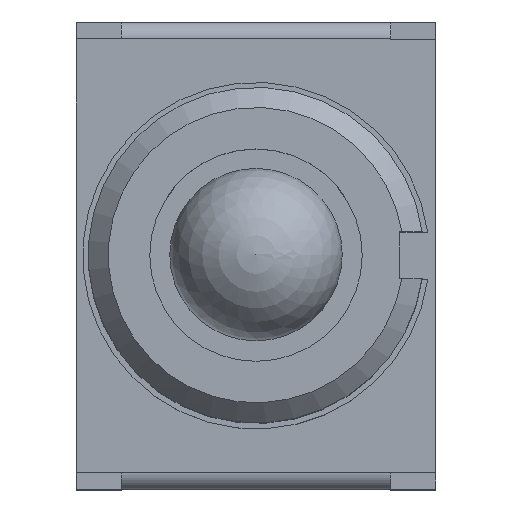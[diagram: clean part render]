
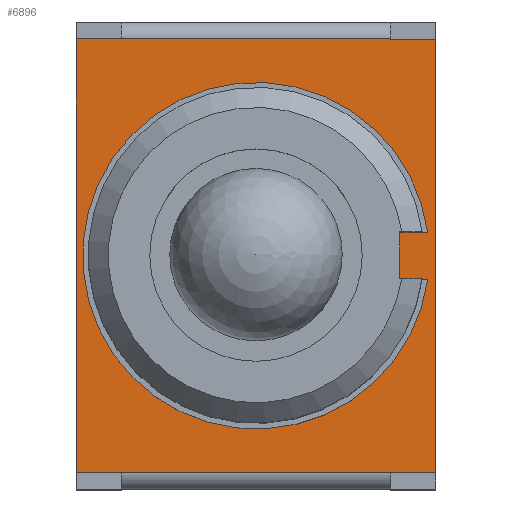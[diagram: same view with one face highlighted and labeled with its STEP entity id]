
A CAD part, top view. The second image highlights one B-rep face of the part: STEP entity #6896.
In plain terms, the highlighted planar face has unit normal (0, 0, 1).
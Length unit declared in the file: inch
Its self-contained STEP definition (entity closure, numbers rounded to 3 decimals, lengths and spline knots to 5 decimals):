
#112=FACE_BOUND('',#807,.T.);
#382=FACE_OUTER_BOUND('',#806,.T.);
#806=EDGE_LOOP('',(#5015,#5016,#5017,#5018,#5019,#5020,#5021,#5022,#5023,
#5024));
#807=EDGE_LOOP('',(#5025,#5026,#5027,#5028));
#1179=LINE('',#10203,#1898);
#1183=LINE('',#10210,#1902);
#1185=LINE('',#10213,#1904);
#1372=LINE('',#10673,#2091);
#1374=LINE('',#10678,#2093);
#1376=LINE('',#10681,#2095);
#1379=LINE('',#10688,#2098);
#1381=LINE('',#10693,#2100);
#1386=LINE('',#10703,#2105);
#1388=LINE('',#10706,#2107);
#1390=LINE('',#10712,#2109);
#1399=LINE('',#10731,#2118);
#1400=LINE('',#10734,#2119);
#1898=VECTOR('',#8040,0.3937);
#1902=VECTOR('',#8048,0.3937);
#1904=VECTOR('',#8052,0.3937);
#2091=VECTOR('',#8467,0.3937);
#2093=VECTOR('',#8471,0.3937);
#2095=VECTOR('',#8475,0.3937);
#2098=VECTOR('',#8482,0.3937);
#2100=VECTOR('',#8486,0.3937);
#2105=VECTOR('',#8493,0.3937);
#2107=VECTOR('',#8497,0.3937);
#2109=VECTOR('',#8503,0.3937);
#2118=VECTOR('',#8524,0.3937);
#2119=VECTOR('',#8529,0.3937);
#2604=CIRCLE('',#7247,0.24094);
#2875=VERTEX_POINT('',#10158);
#2876=VERTEX_POINT('',#10160);
#2886=VERTEX_POINT('',#10202);
#2887=VERTEX_POINT('',#10208);
#2928=VERTEX_POINT('',#10321);
#2931=VERTEX_POINT('',#10328);
#3043=VERTEX_POINT('',#10666);
#3046=VERTEX_POINT('',#10671);
#3048=VERTEX_POINT('',#10676);
#3050=VERTEX_POINT('',#10686);
#3052=VERTEX_POINT('',#10691);
#3053=VERTEX_POINT('',#10696);
#3056=VERTEX_POINT('',#10701);
#3058=VERTEX_POINT('',#10710);
#3504=EDGE_CURVE('',#2876,#2875,#2604,.T.);
#3524=EDGE_CURVE('',#2886,#2876,#1179,.T.);
#3528=EDGE_CURVE('',#2875,#2887,#1183,.T.);
#3530=EDGE_CURVE('',#2887,#2886,#1185,.T.);
#3759=EDGE_CURVE('',#3046,#3043,#1372,.T.);
#3761=EDGE_CURVE('',#2928,#3048,#1374,.T.);
#3763=EDGE_CURVE('',#3048,#3043,#1376,.T.);
#3767=EDGE_CURVE('',#3046,#3050,#1379,.T.);
#3769=EDGE_CURVE('',#2931,#3052,#1381,.T.);
#3774=EDGE_CURVE('',#3056,#3053,#1386,.T.);
#3776=EDGE_CURVE('',#3052,#3053,#1388,.T.);
#3779=EDGE_CURVE('',#3056,#3058,#1390,.T.);
#3789=EDGE_CURVE('',#3058,#2928,#1399,.T.);
#3791=EDGE_CURVE('',#2931,#3050,#1400,.T.);
#5015=ORIENTED_EDGE('',*,*,#3767,.T.);
#5016=ORIENTED_EDGE('',*,*,#3791,.F.);
#5017=ORIENTED_EDGE('',*,*,#3769,.T.);
#5018=ORIENTED_EDGE('',*,*,#3776,.T.);
#5019=ORIENTED_EDGE('',*,*,#3774,.F.);
#5020=ORIENTED_EDGE('',*,*,#3779,.T.);
#5021=ORIENTED_EDGE('',*,*,#3789,.T.);
#5022=ORIENTED_EDGE('',*,*,#3761,.T.);
#5023=ORIENTED_EDGE('',*,*,#3763,.T.);
#5024=ORIENTED_EDGE('',*,*,#3759,.F.);
#5025=ORIENTED_EDGE('',*,*,#3504,.T.);
#5026=ORIENTED_EDGE('',*,*,#3528,.T.);
#5027=ORIENTED_EDGE('',*,*,#3530,.T.);
#5028=ORIENTED_EDGE('',*,*,#3524,.T.);
#6635=PLANE('',#7400);
#6896=ADVANCED_FACE('',(#382,#112),#6635,.T.);
#7247=AXIS2_PLACEMENT_3D('',#10161,#7994,#7995);
#7400=AXIS2_PLACEMENT_3D('',#10733,#8527,#8528);
#7994=DIRECTION('center_axis',(0.,0.,
-1.));
#7995=DIRECTION('ref_axis',(-1.,0.,0.));
#8040=DIRECTION('',(1.,0.,0.));
#8048=DIRECTION('',(-1.,0.,0.));
#8052=DIRECTION('',(0.,-1.,0.));
#8467=DIRECTION('',(-1.,0.,0.));
#8471=DIRECTION('',(-1.,0.,0.));
#8475=DIRECTION('',(0.,-1.,0.));
#8482=DIRECTION('',(0.,-1.,0.));
#8486=DIRECTION('',(1.,0.,0.));
#8493=DIRECTION('',(1.,0.,0.));
#8497=DIRECTION('',(0.,1.,0.));
#8503=DIRECTION('',(0.,1.,0.));
#8524=DIRECTION('',(-1.,0.,0.));
#8527=DIRECTION('center_axis',(0.,0.,
1.));
#8528=DIRECTION('ref_axis',(1.,0.,0.));
#8529=DIRECTION('',(-1.,0.,0.));
#10158=CARTESIAN_POINT('',(0.23875,0.03248,0.41496));
#10160=CARTESIAN_POINT('',(0.23875,-0.03248,0.41496));
#10161=CARTESIAN_POINT('Origin',(0.,0.,
0.41496));
#10202=CARTESIAN_POINT('',(0.19989,-0.03248,0.41496));
#10203=CARTESIAN_POINT('',(0.09995,-0.03248,0.41496));
#10208=CARTESIAN_POINT('',(0.19989,0.03248,0.41496));
#10210=CARTESIAN_POINT('',(0.1155,0.03248,0.41496));
#10213=CARTESIAN_POINT('',(0.19989,0.16693,0.41496));
#10321=CARTESIAN_POINT('',(-0.18701,0.30138,0.41496));
#10328=CARTESIAN_POINT('',(0.18701,-0.30138,0.41496));
#10666=CARTESIAN_POINT('',(-0.25,-0.30098,0.41496));
#10671=CARTESIAN_POINT('',(-0.18701,-0.30098,0.41496));
#10673=CARTESIAN_POINT('',(-0.18701,-0.30098,0.41496));
#10676=CARTESIAN_POINT('',(-0.25,0.30138,0.41496));
#10678=CARTESIAN_POINT('',(-0.18701,0.30138,0.41496));
#10681=CARTESIAN_POINT('',(-0.25,-0.30098,0.41496));
#10686=CARTESIAN_POINT('',(-0.18701,-0.30138,0.41496));
#10688=CARTESIAN_POINT('',(-0.18701,-0.30138,0.41496));
#10691=CARTESIAN_POINT('',(0.25,-0.30138,0.41496));
#10693=CARTESIAN_POINT('',(0.18701,-0.30138,0.41496));
#10696=CARTESIAN_POINT('',(0.25,0.30098,0.41496));
#10701=CARTESIAN_POINT('',(0.18701,0.30098,0.41496));
#10703=CARTESIAN_POINT('',(0.18701,0.30098,0.41496));
#10706=CARTESIAN_POINT('',(0.25,0.30098,0.41496));
#10710=CARTESIAN_POINT('',(0.18701,0.30138,0.41496));
#10712=CARTESIAN_POINT('',(0.18701,-0.30138,0.41496));
#10731=CARTESIAN_POINT('',(0.,0.30138,0.41496));
#10733=CARTESIAN_POINT('Origin',(0.,0.30138,
0.41496));
#10734=CARTESIAN_POINT('',(0.,-0.30138,0.41496));
